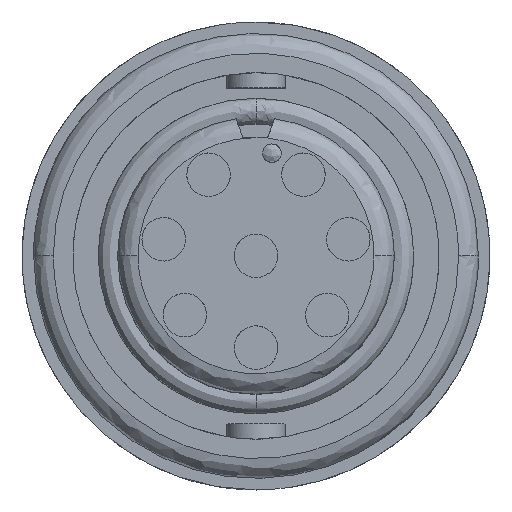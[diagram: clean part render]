
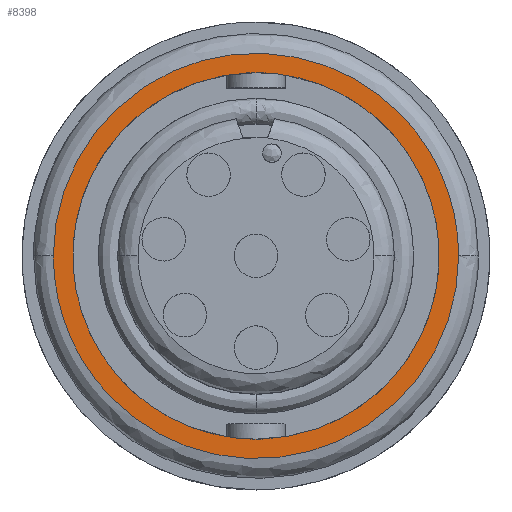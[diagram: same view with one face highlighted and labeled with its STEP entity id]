
A CAD part, top view. The second image highlights one B-rep face of the part: STEP entity #8398.
In plain terms, the highlighted planar face has unit normal (0, 0, 1).
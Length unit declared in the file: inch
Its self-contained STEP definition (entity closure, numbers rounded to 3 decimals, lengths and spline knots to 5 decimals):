
#372 = CARTESIAN_POINT ( 'NONE',  ( -0.07277, -0.27076, -0.13158 ) ) ;
#513 = CARTESIAN_POINT ( 'NONE',  ( -0.24291, -0.14001, -0.13158 ) ) ;
#763 = CARTESIAN_POINT ( 'NONE',  ( 0.27076, -0.07277, -0.13158 ) ) ;
#1747 = CARTESIAN_POINT ( 'NONE',  ( 0.3075, 0., -0.13158 ) ) ;
#1804 = ORIENTED_EDGE ( 'NONE', *, *, #12141, .F. ) ;
#2135 = CARTESIAN_POINT ( 'NONE',  ( -0.22231, 0.17084, -0.13158 ) ) ;
#2211 = CARTESIAN_POINT ( 'NONE',  ( 0., 0.278, -0.13158 ) ) ;
#2362 = CARTESIAN_POINT ( 'NONE',  ( -0.278, -0.03639, -0.13158 ) ) ;
#2540 = CARTESIAN_POINT ( 'NONE',  ( 0.07277, 0.27076, -0.13158 ) ) ;
#2694 = ORIENTED_EDGE ( 'NONE', *, *, #18601, .F. ) ;
#2838 = CARTESIAN_POINT ( 'NONE',  ( -0.3075, 0., -0.13158 ) ) ;
#3531 = CARTESIAN_POINT ( 'NONE',  ( -0.3075, 0., -0.13158 ) ) ;
#3779 = CARTESIAN_POINT ( 'NONE',  ( -0.3075, 0., -0.13158 ) ) ;
#3838 = CARTESIAN_POINT ( 'NONE',  ( -0.27076, 0.07277, -0.13158 ) ) ;
#4236 = CARTESIAN_POINT ( 'NONE',  ( 0.24291, 0.14001, -0.13158 ) ) ;
#4262 = DIRECTION ( 'NONE',  ( 0., 0., -1. ) ) ;
#5545 = ORIENTED_EDGE ( 'NONE', *, *, #6781, .F. ) ;
#5919 = CARTESIAN_POINT ( 'NONE',  ( 0.03639, 0.278, -0.13158 ) ) ;
#6781 = EDGE_CURVE ( 'NONE', #7404, #18994, #15026, .T. ) ;
#7404 = VERTEX_POINT ( 'NONE', #17619 ) ;
#7419 = CARTESIAN_POINT ( 'NONE',  ( -0.22231, -0.17084, -0.13158 ) ) ;
#7672 = CARTESIAN_POINT ( 'NONE',  ( 0.17084, 0.22231, -0.13158 ) ) ;
#7897 = CARTESIAN_POINT ( 'NONE',  ( -0.3075, 0.615, -0.13158 ) ) ;
#8398 = ADVANCED_FACE ( 'NONE', ( #9133, #13165 ), #9643, .F. ) ;
#8912 = CARTESIAN_POINT ( 'NONE',  ( -0.17084, 0.22231, -0.13158 ) ) ;
#9133 = FACE_OUTER_BOUND ( 'NONE', #17817, .T. ) ;
#9505 = EDGE_CURVE ( 'NONE', #11239, #13055, #12989, .T. ) ;
#9643 = PLANE ( 'NONE',  #10722 ) ;
#10358 = CARTESIAN_POINT ( 'NONE',  ( 0.3075, 0., -0.13158 ) ) ;
#10677 = CARTESIAN_POINT ( 'NONE',  ( -0.07277, 0.27076, -0.13158 ) ) ;
#10722 = AXIS2_PLACEMENT_3D ( 'NONE', #16308, #4262, #13077 ) ;
#10900 = CARTESIAN_POINT ( 'NONE',  ( -0.278, 0.03639, -0.13158 ) ) ;
#10977 = CARTESIAN_POINT ( 'NONE',  ( -0.14001, -0.24291, -0.13158 ) ) ;
#11078 = CARTESIAN_POINT ( 'NONE',  ( 0.24291, -0.14001, -0.13158 ) ) ;
#11153 = CARTESIAN_POINT ( 'NONE',  ( 0., -0.278, -0.13158 ) ) ;
#11239 = VERTEX_POINT ( 'NONE', #3779 ) ;
#12141 = EDGE_CURVE ( 'NONE', #18994, #7404, #13268, .T. ) ;
#12239 = CARTESIAN_POINT ( 'NONE',  ( 0.3075, -0.615, -0.13158 ) ) ;
#12917 = CARTESIAN_POINT ( 'NONE',  ( 0.278, -0.03639, -0.13158 ) ) ;
#12989 =( BOUNDED_CURVE ( )  B_SPLINE_CURVE ( 3, ( #2838, #7897, #21522, #21821 ),
 .UNSPECIFIED., .F., .F. ) 
 B_SPLINE_CURVE_WITH_KNOTS ( ( 4, 4 ),
 ( 0., 1. ),
 .UNSPECIFIED. ) 
 CURVE ( )  GEOMETRIC_REPRESENTATION_ITEM ( )  RATIONAL_B_SPLINE_CURVE ( ( 1., 0.333, 0.333, 1. ) ) 
 REPRESENTATION_ITEM ( '' )  );
#13055 = VERTEX_POINT ( 'NONE', #1747 ) ;
#13077 = DIRECTION ( 'NONE',  ( 0., 1., 0. ) ) ;
#13096 = EDGE_LOOP ( 'NONE', ( #5545, #1804 ) ) ;
#13165 = FACE_BOUND ( 'NONE', #13096, .T. ) ;
#13268 = B_SPLINE_CURVE_WITH_KNOTS ( 'NONE', 3,
 ( #2211, #14158, #10677, #19522, #8912, #2135, #17703, #3838, #10900, #2362, #21019, #513, #7419, #15897, #10977, #372, #14314, #17851 ),
 .UNSPECIFIED., .F., .F.,
 ( 4, 2, 2, 2, 2, 2, 2, 2, 4 ),
 ( 0., 0.125, 0.25, 0.375, 0.5, 0.625, 0.75, 0.875, 1. ),
 .UNSPECIFIED. ) ;
#13933 = CARTESIAN_POINT ( 'NONE',  ( -0.3075, -0.615, -0.13158 ) ) ;
#14158 = CARTESIAN_POINT ( 'NONE',  ( -0.03639, 0.278, -0.13158 ) ) ;
#14314 = CARTESIAN_POINT ( 'NONE',  ( -0.03639, -0.278, -0.13158 ) ) ;
#14554 = CARTESIAN_POINT ( 'NONE',  ( 0., 0.278, -0.13158 ) ) ;
#14635 = CARTESIAN_POINT ( 'NONE',  ( 0.07277, -0.27076, -0.13158 ) ) ;
#15026 = B_SPLINE_CURVE_WITH_KNOTS ( 'NONE', 3,
 ( #11153, #21421, #14635, #19625, #21345, #19915, #11078, #763, #12917, #16224, #21270, #4236, #16290, #7672, #19836, #2540, #5919, #14554 ),
 .UNSPECIFIED., .F., .F.,
 ( 4, 2, 2, 2, 2, 2, 2, 2, 4 ),
 ( 0., 0.125, 0.25, 0.375, 0.5, 0.625, 0.75, 0.875, 1. ),
 .UNSPECIFIED. ) ;
#15080 = CARTESIAN_POINT ( 'NONE',  ( 0., 0.278, -0.13158 ) ) ;
#15897 = CARTESIAN_POINT ( 'NONE',  ( -0.17084, -0.22231, -0.13158 ) ) ;
#16224 = CARTESIAN_POINT ( 'NONE',  ( 0.278, 0.03639, -0.13158 ) ) ;
#16290 = CARTESIAN_POINT ( 'NONE',  ( 0.22231, 0.17084, -0.13158 ) ) ;
#16308 = CARTESIAN_POINT ( 'NONE',  ( 0., 0., -0.13158 ) ) ;
#17619 = CARTESIAN_POINT ( 'NONE',  ( 0., -0.278, -0.13158 ) ) ;
#17703 = CARTESIAN_POINT ( 'NONE',  ( -0.24291, 0.14001, -0.13158 ) ) ;
#17817 = EDGE_LOOP ( 'NONE', ( #21531, #2694 ) ) ;
#17851 = CARTESIAN_POINT ( 'NONE',  ( 0., -0.278, -0.13158 ) ) ;
#18601 = EDGE_CURVE ( 'NONE', #13055, #11239, #21027, .T. ) ;
#18994 = VERTEX_POINT ( 'NONE', #15080 ) ;
#19522 = CARTESIAN_POINT ( 'NONE',  ( -0.14001, 0.24291, -0.13158 ) ) ;
#19625 = CARTESIAN_POINT ( 'NONE',  ( 0.14001, -0.24291, -0.13158 ) ) ;
#19836 = CARTESIAN_POINT ( 'NONE',  ( 0.14001, 0.24291, -0.13158 ) ) ;
#19915 = CARTESIAN_POINT ( 'NONE',  ( 0.22231, -0.17084, -0.13158 ) ) ;
#21019 = CARTESIAN_POINT ( 'NONE',  ( -0.27076, -0.07277, -0.13158 ) ) ;
#21027 =( BOUNDED_CURVE ( )  B_SPLINE_CURVE ( 3, ( #10358, #12239, #13933, #3531 ),
 .UNSPECIFIED., .F., .T. ) 
 B_SPLINE_CURVE_WITH_KNOTS ( ( 4, 4 ),
 ( 0., 1. ),
 .UNSPECIFIED. ) 
 CURVE ( )  GEOMETRIC_REPRESENTATION_ITEM ( )  RATIONAL_B_SPLINE_CURVE ( ( 1., 0.333, 0.333, 1. ) ) 
 REPRESENTATION_ITEM ( '' )  );
#21270 = CARTESIAN_POINT ( 'NONE',  ( 0.27076, 0.07277, -0.13158 ) ) ;
#21345 = CARTESIAN_POINT ( 'NONE',  ( 0.17084, -0.22231, -0.13158 ) ) ;
#21421 = CARTESIAN_POINT ( 'NONE',  ( 0.03639, -0.278, -0.13158 ) ) ;
#21522 = CARTESIAN_POINT ( 'NONE',  ( 0.3075, 0.615, -0.13158 ) ) ;
#21531 = ORIENTED_EDGE ( 'NONE', *, *, #9505, .F. ) ;
#21821 = CARTESIAN_POINT ( 'NONE',  ( 0.3075, 0., -0.13158 ) ) ;
